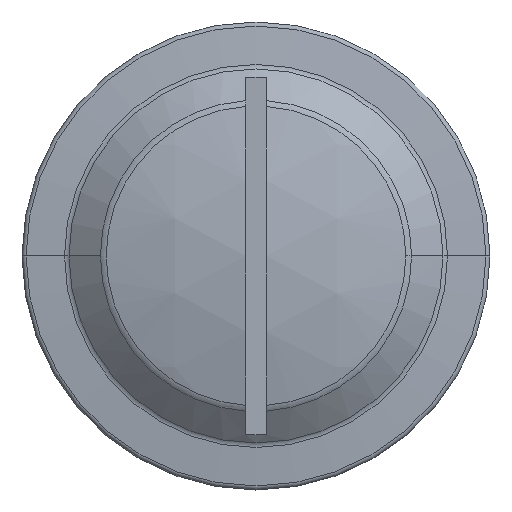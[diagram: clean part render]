
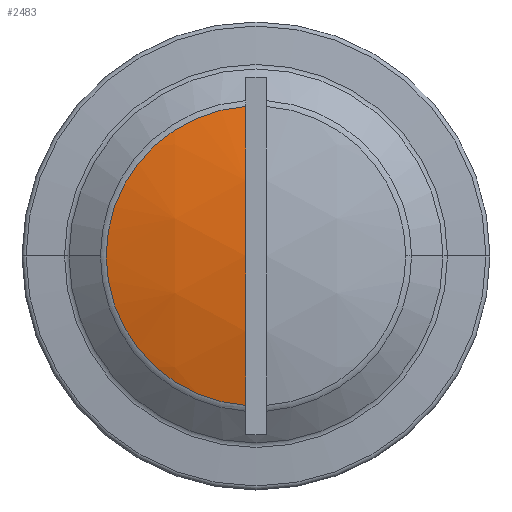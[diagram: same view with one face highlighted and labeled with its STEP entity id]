
A CAD part, top view. The second image highlights one B-rep face of the part: STEP entity #2483.
In plain terms, the highlighted spherical face has radius 59.3 mm.
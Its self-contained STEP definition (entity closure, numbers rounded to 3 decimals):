
#100 = FACE_OUTER_BOUND ( 'NONE', #988, .T. ) ;
#109 = AXIS2_PLACEMENT_3D ( 'NONE', #1892, #1893, #1894 ) ;
#133 = SPHERICAL_SURFACE ( 'NONE', #109, 59.3 ) ;
#358 = ORIENTED_EDGE ( 'NONE', *, *, #2833, .T. ) ;
#360 = ORIENTED_EDGE ( 'NONE', *, *, #2835, .T. ) ;
#597 = CARTESIAN_POINT ( 'NONE',  ( -1.15, 16.608, 5.615 ) ) ;
#645 = CARTESIAN_POINT ( 'NONE',  ( -1.15, -16.608, 5.615 ) ) ;
#838 = VERTEX_POINT ( 'NONE', #597 ) ;
#886 = VERTEX_POINT ( 'NONE', #645 ) ;
#988 = EDGE_LOOP ( 'NONE', ( #358, #360 ) ) ;
#1524 = CARTESIAN_POINT ( 'NONE',  ( 0., 0., 5.615 ) ) ;
#1528 = DIRECTION ( 'NONE',  ( 0., 0., 1. ) ) ;
#1529 = DIRECTION ( 'NONE',  ( 1., 0., 0. ) ) ;
#1536 = CARTESIAN_POINT ( 'NONE',  ( -1.15, 0., -51.3 ) ) ;
#1537 = DIRECTION ( 'NONE',  ( -1., 0., 0. ) ) ;
#1538 = DIRECTION ( 'NONE',  ( 0., -1., 0. ) ) ;
#1892 = CARTESIAN_POINT ( 'NONE',  ( 0., 0., -51.3 ) ) ;
#1893 = DIRECTION ( 'NONE',  ( -1., 0., 0. ) ) ;
#1894 = DIRECTION ( 'NONE',  ( 0., 1., 0. ) ) ;
#2421 = AXIS2_PLACEMENT_3D ( 'NONE', #1524, #1528, #1529 ) ;
#2433 = AXIS2_PLACEMENT_3D ( 'NONE', #1536, #1537, #1538 ) ;
#2483 = ADVANCED_FACE ( 'NONE', ( #100 ), #133, .T. ) ;
#2802 = CIRCLE ( 'NONE', #2421, 16.647 ) ;
#2803 = CIRCLE ( 'NONE', #2433, 59.289 ) ;
#2833 = EDGE_CURVE ( 'NONE', #838, #886, #2802, .T. ) ;
#2835 = EDGE_CURVE ( 'NONE', #886, #838, #2803, .T. ) ;
